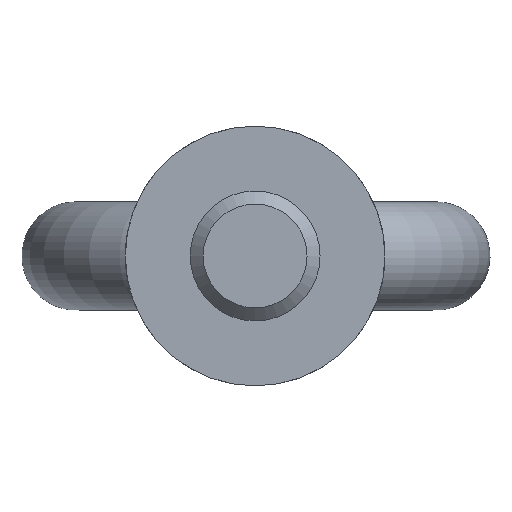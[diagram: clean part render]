
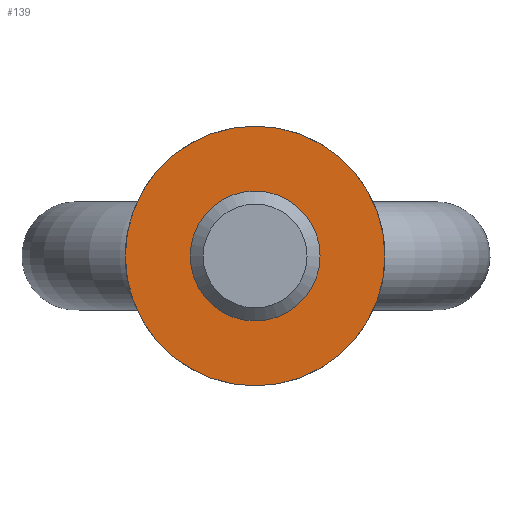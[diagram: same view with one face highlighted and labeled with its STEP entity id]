
A CAD part, front view. The second image highlights one B-rep face of the part: STEP entity #139.
In plain terms, the highlighted planar face has unit normal (0, -1, 0).
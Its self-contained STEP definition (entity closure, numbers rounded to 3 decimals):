
#82=FACE_BOUND('',#230,.T.);
#83=FACE_BOUND('',#231,.T.);
#139=ADVANCED_FACE('',(#82,#83),#172,.F.);
#172=PLANE('',#703);
#230=EDGE_LOOP('',(#361));
#231=EDGE_LOOP('',(#362));
#361=ORIENTED_EDGE('',*,*,#583,.F.);
#362=ORIENTED_EDGE('',*,*,#582,.T.);
#520=VERTEX_POINT('',#1183);
#521=VERTEX_POINT('',#1186);
#582=EDGE_CURVE('',#520,#520,#641,.T.);
#583=EDGE_CURVE('',#521,#521,#642,.T.);
#641=CIRCLE('',#700,9.);
#642=CIRCLE('',#702,18.);
#700=AXIS2_PLACEMENT_3D('',#1182,#808,#809);
#702=AXIS2_PLACEMENT_3D('',#1185,#812,#813);
#703=AXIS2_PLACEMENT_3D('',#1187,#814,#815);
#808=DIRECTION('',(0.,1.,0.));
#809=DIRECTION('',(-1.,0.,0.));
#812=DIRECTION('',(0.,1.,0.));
#813=DIRECTION('',(-1.,0.,0.));
#814=DIRECTION('',(0.,1.,0.));
#815=DIRECTION('',(-1.,0.,0.));
#1182=CARTESIAN_POINT('',(0.,0.,0.));
#1183=CARTESIAN_POINT('',(-9.,0.,0.));
#1185=CARTESIAN_POINT('',(0.,0.,0.));
#1186=CARTESIAN_POINT('',(-18.,0.,0.));
#1187=CARTESIAN_POINT('',(9.,0.,0.));
